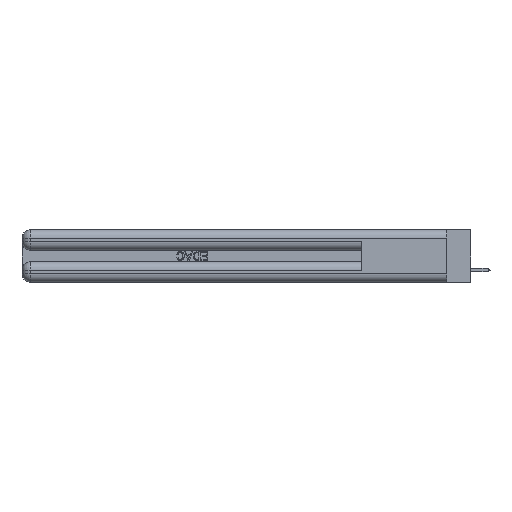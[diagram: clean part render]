
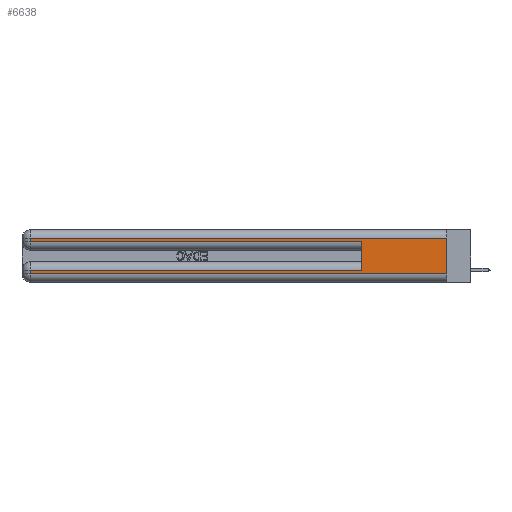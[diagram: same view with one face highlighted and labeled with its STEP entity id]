
A CAD part, left-side view. The second image highlights one B-rep face of the part: STEP entity #6638.
In plain terms, the highlighted planar face has unit normal (-1, 0, 0).
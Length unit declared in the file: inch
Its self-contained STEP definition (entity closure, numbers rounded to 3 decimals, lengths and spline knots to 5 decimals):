
#1437 = EDGE_CURVE ( 'NONE', #39581, #18214, #10874, .T. ) ;
#2900 = VERTEX_POINT ( 'NONE', #3512 ) ;
#3512 = CARTESIAN_POINT ( 'NONE',  ( 0., 0.6, 0.285 ) ) ;
#4625 = EDGE_CURVE ( 'NONE', #18912, #20051, #16423, .T. ) ;
#4956 = CARTESIAN_POINT ( 'NONE',  ( 0., 2.94, 0.37 ) ) ;
#5544 = ORIENTED_EDGE ( 'NONE', *, *, #32457, .F. ) ;
#5984 = LINE ( 'NONE', #25239, #40773 ) ;
#6638 = ADVANCED_FACE ( 'NONE', ( #8602 ), #15072, .F. ) ;
#7641 = CARTESIAN_POINT ( 'NONE',  ( 0., 0., 0.085 ) ) ;
#8602 = FACE_OUTER_BOUND ( 'NONE', #33175, .T. ) ;
#9534 = EDGE_CURVE ( 'NONE', #18214, #14952, #35650, .T. ) ;
#9832 = CARTESIAN_POINT ( 'NONE',  ( 0., 0., 0.31 ) ) ;
#9905 = DIRECTION ( 'NONE',  ( 0., -1., 0. ) ) ;
#10874 = LINE ( 'NONE', #28094, #16059 ) ;
#11008 = VECTOR ( 'NONE', #11398, 39.37008 ) ;
#11398 = DIRECTION ( 'NONE',  ( 0., 1., 0. ) ) ;
#11575 = LINE ( 'NONE', #7641, #11008 ) ;
#13057 = ORIENTED_EDGE ( 'NONE', *, *, #1437, .T. ) ;
#13572 = DIRECTION ( 'NONE',  ( 0., 1., 0. ) ) ;
#14952 = VERTEX_POINT ( 'NONE', #46857 ) ;
#15072 = PLANE ( 'NONE',  #25139 ) ;
#15295 = EDGE_CURVE ( 'NONE', #31475, #18912, #33742, .T. ) ;
#15849 = VECTOR ( 'NONE', #30914, 39.37008 ) ;
#16059 = VECTOR ( 'NONE', #46697, 39.37008 ) ;
#16345 = VERTEX_POINT ( 'NONE', #29845 ) ;
#16423 = LINE ( 'NONE', #4956, #15849 ) ;
#17033 = CARTESIAN_POINT ( 'NONE',  ( 0., 0., 0.31 ) ) ;
#17411 = EDGE_CURVE ( 'NONE', #16345, #39581, #11575, .T. ) ;
#17477 = ORIENTED_EDGE ( 'NONE', *, *, #17411, .T. ) ;
#18214 = VERTEX_POINT ( 'NONE', #28991 ) ;
#18228 = VECTOR ( 'NONE', #34517, 39.37008 ) ;
#18662 = ORIENTED_EDGE ( 'NONE', *, *, #32218, .T. ) ;
#18912 = VERTEX_POINT ( 'NONE', #24816 ) ;
#20051 = VERTEX_POINT ( 'NONE', #38416 ) ;
#22304 = VECTOR ( 'NONE', #9905, 39.37008 ) ;
#22490 = CARTESIAN_POINT ( 'NONE',  ( 0., 0., 0.37 ) ) ;
#24816 = CARTESIAN_POINT ( 'NONE',  ( 0., 2.94, 0.31 ) ) ;
#25139 = AXIS2_PLACEMENT_3D ( 'NONE', #22490, #41275, #30582 ) ;
#25239 = CARTESIAN_POINT ( 'NONE',  ( 0., 0., 0.37 ) ) ;
#26176 = CARTESIAN_POINT ( 'NONE',  ( 0., 0., 0.285 ) ) ;
#26809 = ORIENTED_EDGE ( 'NONE', *, *, #4625, .T. ) ;
#28094 = CARTESIAN_POINT ( 'NONE',  ( 0., 2.94, 0.37 ) ) ;
#28104 = LINE ( 'NONE', #37913, #18228 ) ;
#28991 = CARTESIAN_POINT ( 'NONE',  ( 0., 2.94, 0.06 ) ) ;
#29845 = CARTESIAN_POINT ( 'NONE',  ( 0., 0.6, 0.085 ) ) ;
#30582 = DIRECTION ( 'NONE',  ( 0., 0., -1. ) ) ;
#30914 = DIRECTION ( 'NONE',  ( 0., 0., -1. ) ) ;
#31475 = VERTEX_POINT ( 'NONE', #17033 ) ;
#32086 = CARTESIAN_POINT ( 'NONE',  ( 0., 0., 0.06 ) ) ;
#32134 = ORIENTED_EDGE ( 'NONE', *, *, #15295, .T. ) ;
#32218 = EDGE_CURVE ( 'NONE', #20051, #2900, #44782, .T. ) ;
#32457 = EDGE_CURVE ( 'NONE', #31475, #14952, #5984, .T. ) ;
#33097 = DIRECTION ( 'NONE',  ( 0., 0., -1. ) ) ;
#33175 = EDGE_LOOP ( 'NONE', ( #5544, #32134, #26809, #18662, #40782, #17477, #13057, #33917 ) ) ;
#33742 = LINE ( 'NONE', #9832, #45325 ) ;
#33917 = ORIENTED_EDGE ( 'NONE', *, *, #9534, .T. ) ;
#34517 = DIRECTION ( 'NONE',  ( 0., 0., 1. ) ) ;
#34922 = VECTOR ( 'NONE', #41042, 39.37008 ) ;
#35650 = LINE ( 'NONE', #32086, #22304 ) ;
#37149 = CARTESIAN_POINT ( 'NONE',  ( 0., 2.94, 0.085 ) ) ;
#37913 = CARTESIAN_POINT ( 'NONE',  ( 0., 0.6, 0.145 ) ) ;
#38416 = CARTESIAN_POINT ( 'NONE',  ( 0., 2.94, 0.285 ) ) ;
#39581 = VERTEX_POINT ( 'NONE', #37149 ) ;
#40773 = VECTOR ( 'NONE', #33097, 39.37008 ) ;
#40782 = ORIENTED_EDGE ( 'NONE', *, *, #43452, .F. ) ;
#41042 = DIRECTION ( 'NONE',  ( 0., -1., 0. ) ) ;
#41275 = DIRECTION ( 'NONE',  ( 1., 0., 0. ) ) ;
#43452 = EDGE_CURVE ( 'NONE', #16345, #2900, #28104, .T. ) ;
#44782 = LINE ( 'NONE', #26176, #34922 ) ;
#45325 = VECTOR ( 'NONE', #13572, 39.37008 ) ;
#46697 = DIRECTION ( 'NONE',  ( 0., 0., -1. ) ) ;
#46857 = CARTESIAN_POINT ( 'NONE',  ( 0., 0., 0.06 ) ) ;
